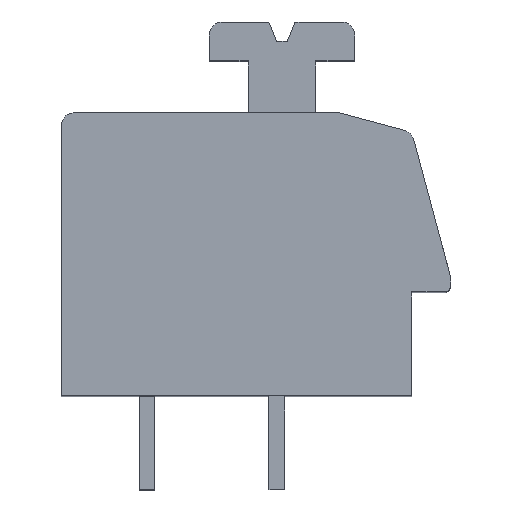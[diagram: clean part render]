
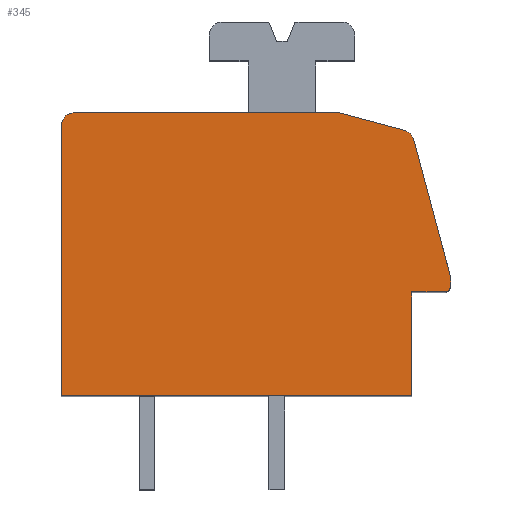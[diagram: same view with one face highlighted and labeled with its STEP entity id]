
A CAD part, top view. The second image highlights one B-rep face of the part: STEP entity #345.
In plain terms, the highlighted planar face has unit normal (0, 0, 1).
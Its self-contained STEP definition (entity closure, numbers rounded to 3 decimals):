
#345 = ADVANCED_FACE( '', ( #741 ), #742, .T. );
#741 = FACE_OUTER_BOUND( '', #1165, .T. );
#742 = PLANE( '', #1166 );
#1165 = EDGE_LOOP( '', ( #2140, #2141, #2142, #2143, #2144, #2145, #2146, #2147, #2148, #2149, #2150 ) );
#1166 = AXIS2_PLACEMENT_3D( '', #2151, #2152, #2153 );
#2140 = ORIENTED_EDGE( '', *, *, #2608, .T. );
#2141 = ORIENTED_EDGE( '', *, *, #2748, .T. );
#2142 = ORIENTED_EDGE( '', *, *, #2508, .T. );
#2143 = ORIENTED_EDGE( '', *, *, #2839, .T. );
#2144 = ORIENTED_EDGE( '', *, *, #2655, .T. );
#2145 = ORIENTED_EDGE( '', *, *, #2797, .T. );
#2146 = ORIENTED_EDGE( '', *, *, #2840, .T. );
#2147 = ORIENTED_EDGE( '', *, *, #2649, .T. );
#2148 = ORIENTED_EDGE( '', *, *, #2454, .T. );
#2149 = ORIENTED_EDGE( '', *, *, #2793, .T. );
#2150 = ORIENTED_EDGE( '', *, *, #2471, .T. );
#2151 = CARTESIAN_POINT( '', ( -2.8, 10.4, 16.5 ) );
#2152 = DIRECTION( '', ( 0., 0., 1. ) );
#2153 = DIRECTION( '', ( 1., 0., 0. ) );
#2454 = EDGE_CURVE( '', #2917, #2915, #2918, .T. );
#2471 = EDGE_CURVE( '', #2950, #2948, #2951, .T. );
#2508 = EDGE_CURVE( '', #3021, #3019, #3022, .T. );
#2608 = EDGE_CURVE( '', #2948, #3184, #3186, .T. );
#2649 = EDGE_CURVE( '', #3247, #2917, #3248, .T. );
#2655 = EDGE_CURVE( '', #3257, #3255, #3258, .T. );
#2748 = EDGE_CURVE( '', #3184, #3021, #3386, .T. );
#2793 = EDGE_CURVE( '', #2915, #2950, #3448, .T. );
#2797 = EDGE_CURVE( '', #3255, #3452, #3454, .T. );
#2839 = EDGE_CURVE( '', #3019, #3257, #3506, .T. );
#2840 = EDGE_CURVE( '', #3452, #3247, #3507, .T. );
#2915 = VERTEX_POINT( '', #3591 );
#2917 = VERTEX_POINT( '', #3594 );
#2918 = CIRCLE( '', #3595, 0.5 );
#2948 = VERTEX_POINT( '', #3639 );
#2950 = VERTEX_POINT( '', #3642 );
#2951 = LINE( '', #3643, #3644 );
#3019 = VERTEX_POINT( '', #3738 );
#3021 = VERTEX_POINT( '', #3741 );
#3022 = LINE( '', #3742, #3743 );
#3184 = VERTEX_POINT( '', #3970 );
#3186 = CIRCLE( '', #3973, 0.5 );
#3247 = VERTEX_POINT( '', #4058 );
#3248 = LINE( '', #4059, #4060 );
#3255 = VERTEX_POINT( '', #4070 );
#3257 = VERTEX_POINT( '', #4073 );
#3258 = LINE( '', #4074, #4075 );
#3386 = LINE( '', #4264, #4265 );
#3448 = LINE( '', #4355, #4356 );
#3452 = VERTEX_POINT( '', #4360 );
#3454 = CIRCLE( '', #4363, 0.25 );
#3506 = LINE( '', #4437, #4438 );
#3507 = LINE( '', #4439, #4440 );
#3591 = CARTESIAN_POINT( '', ( 9.921, 10.225, 16.5 ) );
#3594 = CARTESIAN_POINT( '', ( 10.275, 9.871, 16.5 ) );
#3595 = AXIS2_PLACEMENT_3D( '', #4522, #4523, #4524 );
#3639 = CARTESIAN_POINT( '', ( -2.8, 10.9, 16.5 ) );
#3642 = CARTESIAN_POINT( '', ( 7.401, 10.9, 16.5 ) );
#3643 = CARTESIAN_POINT( '', ( 7.401, 10.9, 16.5 ) );
#3644 = VECTOR( '', #4540, 1000. );
#3738 = CARTESIAN_POINT( '', ( 10.2, 0., 16.5 ) );
#3741 = CARTESIAN_POINT( '', ( -3.3, 0., 16.5 ) );
#3742 = CARTESIAN_POINT( '', ( -3.3, 0., 16.5 ) );
#3743 = VECTOR( '', #4586, 1000. );
#3970 = CARTESIAN_POINT( '', ( -3.3, 10.4, 16.5 ) );
#3973 = AXIS2_PLACEMENT_3D( '', #4692, #4693, #4694 );
#4058 = CARTESIAN_POINT( '', ( 11.7, 4.552, 16.5 ) );
#4059 = CARTESIAN_POINT( '', ( 11.7, 4.552, 16.5 ) );
#4060 = VECTOR( '', #4734, 1000. );
#4070 = CARTESIAN_POINT( '', ( 11.45, 4., 16.5 ) );
#4073 = CARTESIAN_POINT( '', ( 10.2, 4., 16.5 ) );
#4074 = CARTESIAN_POINT( '', ( 10.2, 4., 16.5 ) );
#4075 = VECTOR( '', #4739, 1000. );
#4264 = CARTESIAN_POINT( '', ( -3.3, 10.4, 16.5 ) );
#4265 = VECTOR( '', #4813, 1000. );
#4355 = CARTESIAN_POINT( '', ( 9.921, 10.225, 16.5 ) );
#4356 = VECTOR( '', #4854, 1000. );
#4360 = CARTESIAN_POINT( '', ( 11.7, 4.25, 16.5 ) );
#4363 = AXIS2_PLACEMENT_3D( '', #4859, #4860, #4861 );
#4437 = CARTESIAN_POINT( '', ( 10.2, 0., 16.5 ) );
#4438 = VECTOR( '', #4890, 1000. );
#4439 = CARTESIAN_POINT( '', ( 11.7, 4.25, 16.5 ) );
#4440 = VECTOR( '', #4891, 1000. );
#4522 = CARTESIAN_POINT( '', ( 9.792, 9.742, 16.5 ) );
#4523 = DIRECTION( '', ( 0., 0., 1. ) );
#4524 = DIRECTION( '', ( 1., 0., 0. ) );
#4540 = DIRECTION( '', ( -1., 0., 0. ) );
#4586 = DIRECTION( '', ( 1., 0., 0. ) );
#4692 = CARTESIAN_POINT( '', ( -2.8, 10.4, 16.5 ) );
#4693 = DIRECTION( '', ( 0., 0., 1. ) );
#4694 = DIRECTION( '', ( 1., 0., 0. ) );
#4734 = DIRECTION( '', ( -0.259, 0.966, 0. ) );
#4739 = DIRECTION( '', ( 1., 0., 0. ) );
#4813 = DIRECTION( '', ( 0., -1., 0. ) );
#4854 = DIRECTION( '', ( -0.966, 0.259, 0. ) );
#4859 = CARTESIAN_POINT( '', ( 11.45, 4.25, 16.5 ) );
#4860 = DIRECTION( '', ( 0., 0., 1. ) );
#4861 = DIRECTION( '', ( 1., 0., 0. ) );
#4890 = DIRECTION( '', ( 0., 1., 0. ) );
#4891 = DIRECTION( '', ( 0., 1., 0. ) );
